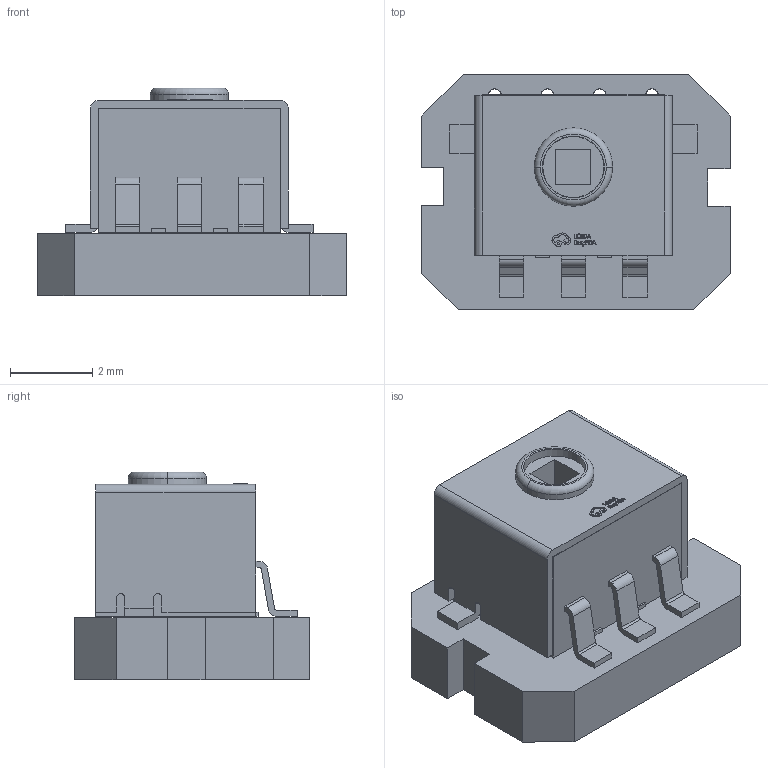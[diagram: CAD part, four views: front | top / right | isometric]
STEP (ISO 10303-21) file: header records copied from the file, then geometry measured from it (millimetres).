
FILE_DESCRIPTION(('KiCad electronic assembly'),'2;1');
FILE_NAME('BackupProjects_mgohren_personal_1_20251228.step', '2025-12-28T00:20:06',('Pcbnew'),('Kicad'), 'Open CASCADE STEP processor 7.9','KiCad to STEP converter','Unknown' );
FILE_SCHEMA(('AUTOMOTIVE_DESIGN { 1 0 10303 214 1 1 1 1 }'));
Length unit declared in the file: millimetre
Products named in the file (3): BackupProjects_mgohren_personal_1_20251228 1; RES-ADJ-SMD_GT-EVA01AA-L1; BackupProjects_mgohren_personal_1_20251228_PCB
Assembly tree (2 placements, depth 2):
  BackupProjects_mgohren_personal_1_20251228 1
    RES-ADJ-SMD_GT-EVA01AA-L1
    BackupProjects_mgohren_personal_1_20251228_PCB
Bounding box: 7.49 x 5.71 x 5.04 mm (x, y, z)
Volume: 119.3 mm3; surface area: 243.7 mm2
Topology: 2 solids, 2 shells, 367 faces, 999 edges, 664 vertices
Faces by surface type: plane 223, bspline 98, cylinder 40, cone 4, torus 2
Full cylindrical faces by diameter (mm): 0.305 x4, 0.6 x2
Entity records: 14515 total; most frequent: CARTESIAN_POINT 3339, ORIENTED_EDGE 1998, DIRECTION 1431, EDGE_CURVE 999, LINE 711, VECTOR 711, VERTEX_POINT 664, FACE_BOUND 407
